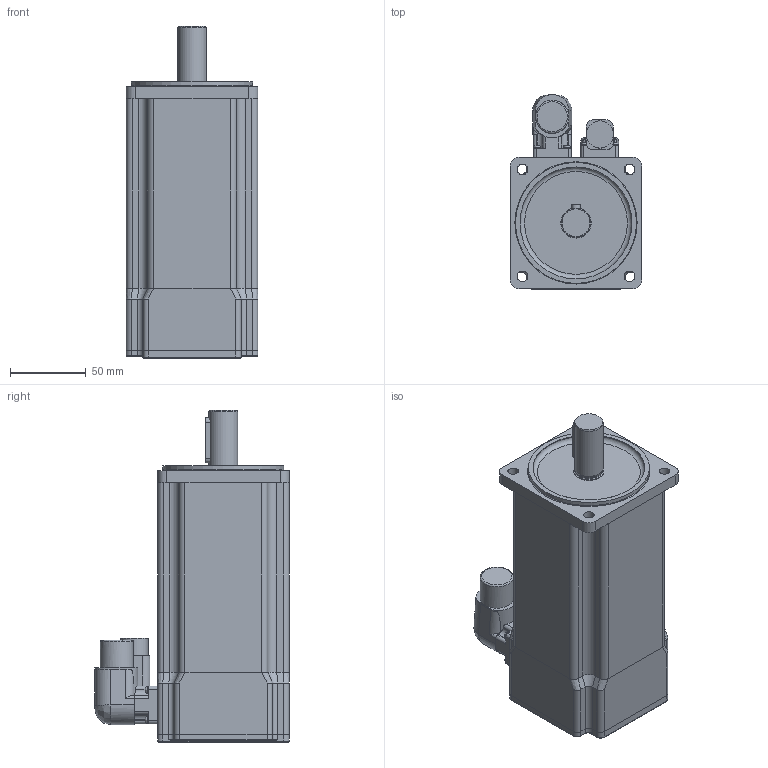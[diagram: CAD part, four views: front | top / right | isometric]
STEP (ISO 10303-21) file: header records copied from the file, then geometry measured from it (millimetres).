
FILE_DESCRIPTION((''),'2;1');
FILE_NAME('BM085Sxx1x12xx00H_30.06.2014.stp','2014-06-30T06:55:02',('KathrinV'),(''),'Autodesk Inventor 2013','Autodesk Inventor 2013','');
FILE_SCHEMA(('AUTOMOTIVE_DESIGN { 1 0 10303 214 1 1 1 1 }'));
Length unit declared in the file: millimetre
Products named in the file (5): BM085-KEB-VM-01; BM085-KEB-VM-00; Intercontec-EEDC201NN00000805000; Intercontec-BEDC110NN00000101000; DIN 6885-A6x6x30
Assembly tree (4 placements, depth 2):
  BM085-KEB-VM-01
    BM085-KEB-VM-00
    Intercontec-EEDC201NN00000805000
    Intercontec-BEDC110NN00000101000
    DIN 6885-A6x6x30
Bounding box: 87 x 128.4 x 219.5 mm (x, y, z)
Volume: 1300847.6 mm3; surface area: 90961.3 mm2
Topology: 4 solids, 4 shells, 309 faces, 713 edges, 423 vertices
Faces by surface type: plane 134, cylinder 121, bspline 30, torus 22, cone 2
Full cylindrical faces by diameter (mm): 4.5 x2, 4.8 x4, 7 x4, 18 x1, 18.4 x1, 19 x1, 20 x1, 20.1 x4, 22 x1, 74 x1, 80 x1
Entity records: 9858 total; most frequent: CARTESIAN_POINT 2692, DIRECTION 1485, ORIENTED_EDGE 1348, EDGE_CURVE 674, AXIS2_PLACEMENT_3D 561, VERTEX_POINT 422, EDGE_LOOP 366, VECTOR 363
